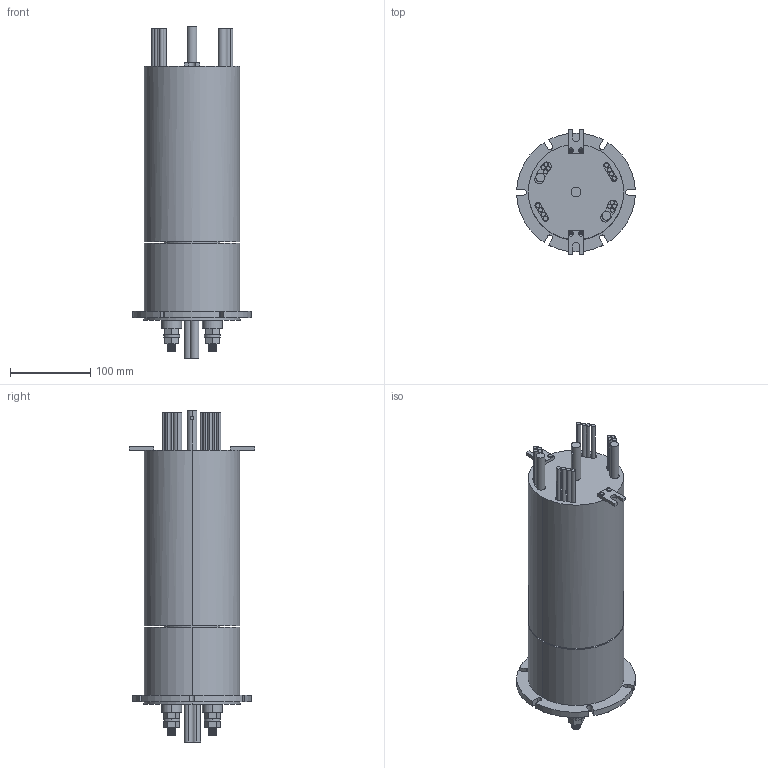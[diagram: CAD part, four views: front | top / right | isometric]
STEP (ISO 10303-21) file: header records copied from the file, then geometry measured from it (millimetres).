
FILE_DESCRIPTION (( 'STEP AP214' ), '1' );
FILE_NAME ('RX00720002.STEP', '2020-07-21T06:34:07', ( 'admin321' ), ( '' ), 'SwSTEP 2.0', 'SolidWorks 2014', '' );
FILE_SCHEMA (( 'AUTOMOTIVE_DESIGN' ));
Length unit declared in the file: millimetre
Products named in the file (1): RX00720002
Bounding box: 147.86 x 156 x 414 mm (x, y, z)
Volume: 3643161.6 mm3; surface area: 203669.1 mm2
Topology: 1 solids, 1 shells, 398 faces, 944 edges, 586 vertices
Faces by surface type: cylinder 195, plane 179, cone 16, bspline 8
Entity records: 15432 total; most frequent: CARTESIAN_POINT 6383, DIRECTION 1888, ORIENTED_EDGE 1872, EDGE_CURVE 936, AXIS2_PLACEMENT_3D 719, VERTEX_POINT 586, VECTOR 450, LINE 450
